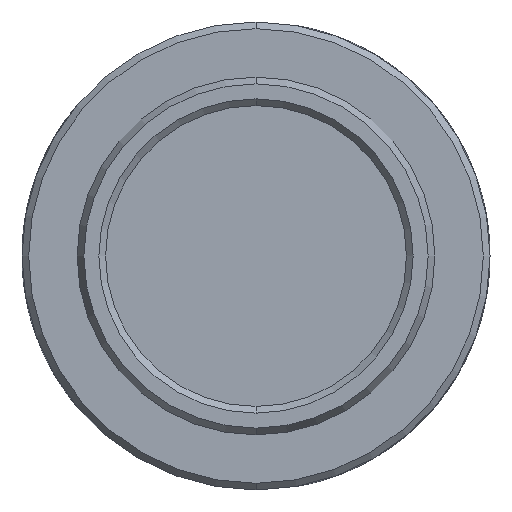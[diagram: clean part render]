
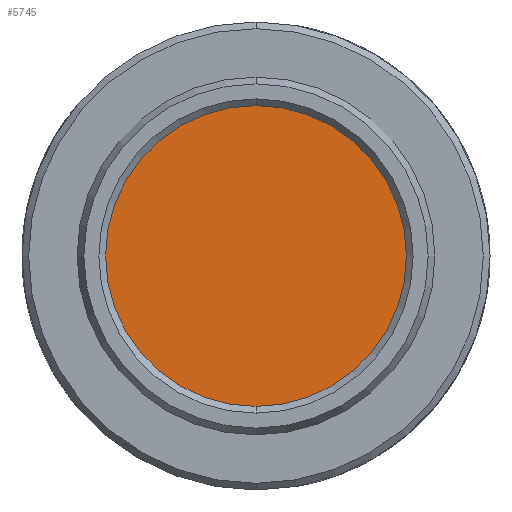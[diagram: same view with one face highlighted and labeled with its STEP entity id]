
A CAD part, left-side view. The second image highlights one B-rep face of the part: STEP entity #5745.
In plain terms, the highlighted planar face has unit normal (-1, 0, 0).
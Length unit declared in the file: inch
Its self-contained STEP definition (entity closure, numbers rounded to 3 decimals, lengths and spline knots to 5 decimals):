
#875 = AXIS2_PLACEMENT_3D ( 'NONE', #9854, #1572, #11232 ) ;
#1572 = DIRECTION ( 'NONE',  ( 1., 0., 0. ) ) ;
#2995 = CIRCLE ( 'NONE', #875, 0.25 ) ;
#3368 = CARTESIAN_POINT ( 'NONE',  ( -0.095, 0., 0. ) ) ;
#4748 = DIRECTION ( 'NONE',  ( 0., 0., 1. ) ) ;
#5734 = CARTESIAN_POINT ( 'NONE',  ( -0.095, 0., -0.25 ) ) ;
#5745 = ADVANCED_FACE ( 'NONE', ( #15433 ), #13003, .F. ) ;
#5976 = CARTESIAN_POINT ( 'NONE',  ( -0.095, 0., 0.25 ) ) ;
#7481 = DIRECTION ( 'NONE',  ( 1., 0., 0. ) ) ;
#7878 = ORIENTED_EDGE ( 'NONE', *, *, #10290, .F. ) ;
#7916 = AXIS2_PLACEMENT_3D ( 'NONE', #3368, #13042, #4748 ) ;
#9498 = CIRCLE ( 'NONE', #7916, 0.25 ) ;
#9699 = EDGE_CURVE ( 'NONE', #9801, #17222, #2995, .T. ) ;
#9801 = VERTEX_POINT ( 'NONE', #5976 ) ;
#9854 = CARTESIAN_POINT ( 'NONE',  ( -0.095, 0., 0. ) ) ;
#10290 = EDGE_CURVE ( 'NONE', #17222, #9801, #9498, .T. ) ;
#11232 = DIRECTION ( 'NONE',  ( 0., 0., 1. ) ) ;
#13003 = PLANE ( 'NONE',  #17865 ) ;
#13042 = DIRECTION ( 'NONE',  ( 1., 0., 0. ) ) ;
#14384 = CARTESIAN_POINT ( 'NONE',  ( -0.095, 0., 0. ) ) ;
#15178 = EDGE_LOOP ( 'NONE', ( #17374, #7878 ) ) ;
#15433 = FACE_OUTER_BOUND ( 'NONE', #15178, .T. ) ;
#17168 = DIRECTION ( 'NONE',  ( 0., 0., 1. ) ) ;
#17222 = VERTEX_POINT ( 'NONE', #5734 ) ;
#17374 = ORIENTED_EDGE ( 'NONE', *, *, #9699, .F. ) ;
#17865 = AXIS2_PLACEMENT_3D ( 'NONE', #14384, #7481, #17168 ) ;
